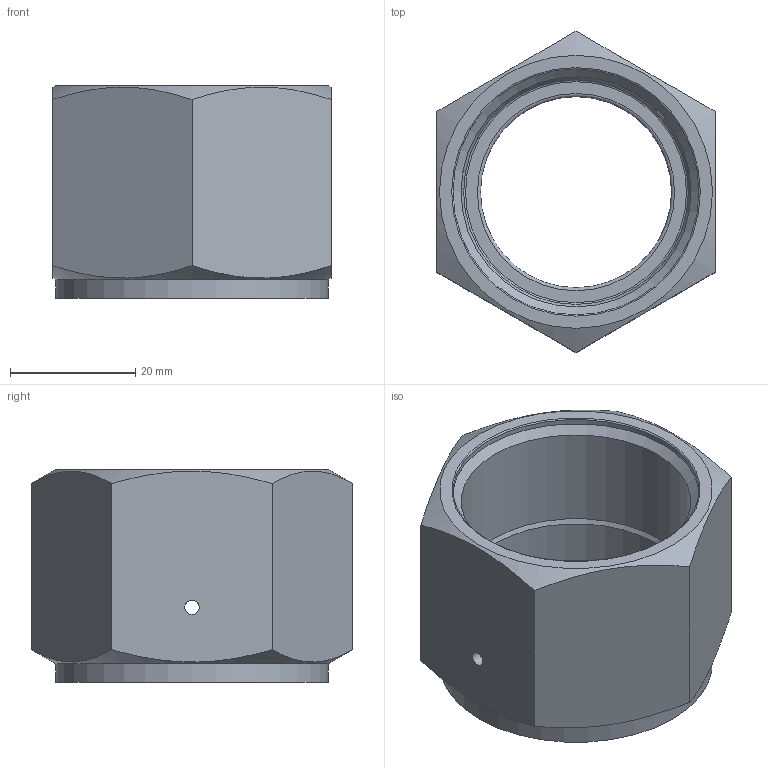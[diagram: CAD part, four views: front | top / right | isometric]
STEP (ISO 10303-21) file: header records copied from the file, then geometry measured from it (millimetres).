
FILE_DESCRIPTION(/* description */ (''),/* implementation_level */ '2;1');
FILE_NAME(/* name */ 'SM16FN.stp',/* time_stamp */ '2025-03-10T14:17:21+09:00',/* author */ ('user'),/* organization */ (''),/* preprocessor_version */ 'ST-DEVELOPER v20',/* originating_system */ 'Autodesk Inventor 2022',/* authorisation */ '');
FILE_SCHEMA (('AUTOMOTIVE_DESIGN { 1 0 10303 214 3 1 1 }'));
Length unit declared in the file: millimetre
Products named in the file (1): SM16FN
Bounding box: 44.45 x 51.33 x 34 mm (x, y, z)
Volume: 22755.7 mm3; surface area: 10611.8 mm2
Topology: 1 solids, 1 shells, 24 faces, 63 edges, 41 vertices
Faces by surface type: plane 9, cylinder 7, torus 4, cone 4
Full cylindrical faces by diameter (mm): 2.3 x2, 30.5 x1, 35.9 x1, 36.728 x1, 39.3 x1, 43.6 x1
Entity records: 851 total; most frequent: CARTESIAN_POINT 223, ORIENTED_EDGE 126, DIRECTION 122, EDGE_CURVE 63, AXIS2_PLACEMENT_3D 52, VERTEX_POINT 41, EDGE_LOOP 30, CIRCLE 27
